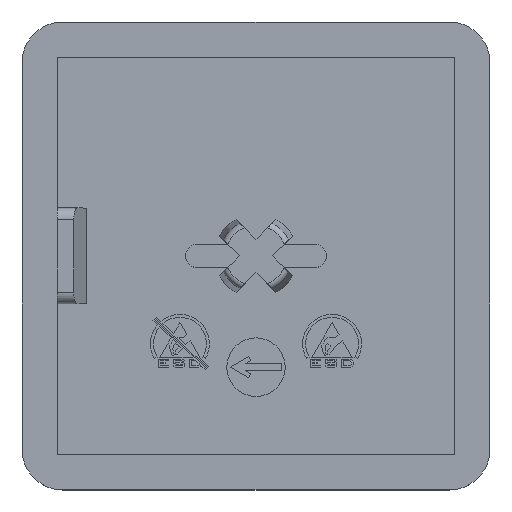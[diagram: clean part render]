
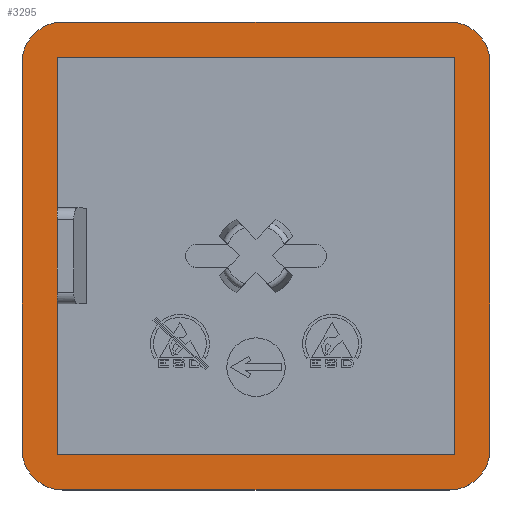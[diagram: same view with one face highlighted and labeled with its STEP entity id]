
A CAD part, top view. The second image highlights one B-rep face of the part: STEP entity #3295.
In plain terms, the highlighted planar face has unit normal (0, 0, 1).
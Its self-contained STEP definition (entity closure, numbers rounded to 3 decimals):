
#49 = CARTESIAN_POINT ( 'NONE',  ( 20., 16.5, 4. ) ) ;
#64 = DIRECTION ( 'NONE',  ( 0., -1., 0. ) ) ;
#379 = CARTESIAN_POINT ( 'NONE',  ( 20., 20., 4. ) ) ;
#434 = LINE ( 'NONE', #6907, #7852 ) ;
#472 = CARTESIAN_POINT ( 'NONE',  ( -17., -17., 4. ) ) ;
#649 = DIRECTION ( 'NONE',  ( 0., 0., 1. ) ) ;
#743 = AXIS2_PLACEMENT_3D ( 'NONE', #5349, #984, #6055 ) ;
#779 = LINE ( 'NONE', #6890, #6534 ) ;
#837 = CARTESIAN_POINT ( 'NONE',  ( 17., 17., 4. ) ) ;
#895 = CARTESIAN_POINT ( 'NONE',  ( 20., -20., 4. ) ) ;
#984 = DIRECTION ( 'NONE',  ( 0., 0., 1. ) ) ;
#1035 = DIRECTION ( 'NONE',  ( 0., 0., 1. ) ) ;
#1043 = LINE ( 'NONE', #7552, #8604 ) ;
#1058 = VERTEX_POINT ( 'NONE', #4968 ) ;
#1075 = ORIENTED_EDGE ( 'NONE', *, *, #4368, .T. ) ;
#1100 = CARTESIAN_POINT ( 'NONE',  ( 16.5, 16.5, 4. ) ) ;
#1101 = VERTEX_POINT ( 'NONE', #8462 ) ;
#1112 = FACE_BOUND ( 'NONE', #2332, .T. ) ;
#1306 = ORIENTED_EDGE ( 'NONE', *, *, #6429, .F. ) ;
#1425 = ORIENTED_EDGE ( 'NONE', *, *, #4213, .F. ) ;
#1461 = CIRCLE ( 'NONE', #8729, 3.5 ) ;
#1564 = EDGE_CURVE ( 'NONE', #2958, #3580, #434, .T. ) ;
#1607 = LINE ( 'NONE', #8521, #8684 ) ;
#1646 = PLANE ( 'NONE',  #2173 ) ;
#1836 = DIRECTION ( 'NONE',  ( 1., 0., 0. ) ) ;
#1934 = VECTOR ( 'NONE', #5581, 1000. ) ;
#2061 = CARTESIAN_POINT ( 'NONE',  ( -17., -17., 4. ) ) ;
#2173 = AXIS2_PLACEMENT_3D ( 'NONE', #895, #7344, #3107 ) ;
#2332 = EDGE_LOOP ( 'NONE', ( #1425, #5516, #2336, #2790, #3033, #1306 ) ) ;
#2336 = ORIENTED_EDGE ( 'NONE', *, *, #5257, .F. ) ;
#2348 = ORIENTED_EDGE ( 'NONE', *, *, #5978, .T. ) ;
#2414 = CIRCLE ( 'NONE', #743, 3.5 ) ;
#2425 = DIRECTION ( 'NONE',  ( 0., -1., 0. ) ) ;
#2457 = VERTEX_POINT ( 'NONE', #49 ) ;
#2635 = VECTOR ( 'NONE', #2425, 1000. ) ;
#2790 = ORIENTED_EDGE ( 'NONE', *, *, #5857, .F. ) ;
#2958 = VERTEX_POINT ( 'NONE', #8299 ) ;
#3033 = ORIENTED_EDGE ( 'NONE', *, *, #7175, .F. ) ;
#3034 = CARTESIAN_POINT ( 'NONE',  ( 17., -17., 4. ) ) ;
#3077 = FACE_OUTER_BOUND ( 'NONE', #5753, .T. ) ;
#3107 = DIRECTION ( 'NONE',  ( 1., 0., 0. ) ) ;
#3146 = EDGE_CURVE ( 'NONE', #7900, #6381, #1607, .T. ) ;
#3254 = CARTESIAN_POINT ( 'NONE',  ( 17., 17., 4. ) ) ;
#3295 = ADVANCED_FACE ( 'NONE', ( #1112, #3077 ), #1646, .T. ) ;
#3360 = DIRECTION ( 'NONE',  ( 1., 0., 0. ) ) ;
#3445 = VERTEX_POINT ( 'NONE', #8175 ) ;
#3580 = VERTEX_POINT ( 'NONE', #5123 ) ;
#3967 = EDGE_CURVE ( 'NONE', #6622, #1101, #779, .T. ) ;
#4023 = CARTESIAN_POINT ( 'NONE',  ( -20., 16.5, 4. ) ) ;
#4213 = EDGE_CURVE ( 'NONE', #6381, #8944, #5981, .T. ) ;
#4293 = EDGE_CURVE ( 'NONE', #1101, #6403, #1461, .T. ) ;
#4362 = AXIS2_PLACEMENT_3D ( 'NONE', #1100, #6173, #1836 ) ;
#4368 = EDGE_CURVE ( 'NONE', #3445, #2457, #8744, .T. ) ;
#4377 = CARTESIAN_POINT ( 'NONE',  ( -17., 17., 4. ) ) ;
#4419 = VECTOR ( 'NONE', #6198, 1000. ) ;
#4820 = VERTEX_POINT ( 'NONE', #3034 ) ;
#4968 = CARTESIAN_POINT ( 'NONE',  ( -20., -16.5, 4. ) ) ;
#5025 = CARTESIAN_POINT ( 'NONE',  ( 16.5, -16.5, 4. ) ) ;
#5082 = ORIENTED_EDGE ( 'NONE', *, *, #3967, .T. ) ;
#5123 = CARTESIAN_POINT ( 'NONE',  ( 16.5, -20., 4. ) ) ;
#5257 = EDGE_CURVE ( 'NONE', #4820, #7900, #5484, .T. ) ;
#5349 = CARTESIAN_POINT ( 'NONE',  ( -16.5, -16.5, 4. ) ) ;
#5380 = EDGE_CURVE ( 'NONE', #6403, #1058, #7858, .T. ) ;
#5391 = EDGE_CURVE ( 'NONE', #1058, #2958, #2414, .T. ) ;
#5411 = CARTESIAN_POINT ( 'NONE',  ( -16.5, 16.5, 4. ) ) ;
#5416 = ORIENTED_EDGE ( 'NONE', *, *, #7011, .T. ) ;
#5424 = CARTESIAN_POINT ( 'NONE',  ( -17., 4.1, 4. ) ) ;
#5484 = LINE ( 'NONE', #837, #7319 ) ;
#5515 = DIRECTION ( 'NONE',  ( -1., 0., 0. ) ) ;
#5516 = ORIENTED_EDGE ( 'NONE', *, *, #3146, .F. ) ;
#5581 = DIRECTION ( 'NONE',  ( 1., 0., 0. ) ) ;
#5582 = LINE ( 'NONE', #8599, #8992 ) ;
#5748 = DIRECTION ( 'NONE',  ( 1., 0., 0. ) ) ;
#5753 = EDGE_LOOP ( 'NONE', ( #5082, #7350, #5962, #6397, #8638, #2348, #1075, #5416 ) ) ;
#5790 = DIRECTION ( 'NONE',  ( -1., 0., 0. ) ) ;
#5857 = EDGE_CURVE ( 'NONE', #5941, #4820, #7611, .T. ) ;
#5941 = VERTEX_POINT ( 'NONE', #2061 ) ;
#5962 = ORIENTED_EDGE ( 'NONE', *, *, #5380, .T. ) ;
#5978 = EDGE_CURVE ( 'NONE', #3580, #3445, #8582, .T. ) ;
#5981 = LINE ( 'NONE', #4377, #7810 ) ;
#6055 = DIRECTION ( 'NONE',  ( 1., 0., 0. ) ) ;
#6104 = DIRECTION ( 'NONE',  ( 1., 0., 0. ) ) ;
#6173 = DIRECTION ( 'NONE',  ( 0., 0., 1. ) ) ;
#6198 = DIRECTION ( 'NONE',  ( 0., 1., 0. ) ) ;
#6235 = CARTESIAN_POINT ( 'NONE',  ( -17., -4.1, 4. ) ) ;
#6381 = VERTEX_POINT ( 'NONE', #6839 ) ;
#6396 = CARTESIAN_POINT ( 'NONE',  ( 16.5, 20., 4. ) ) ;
#6397 = ORIENTED_EDGE ( 'NONE', *, *, #5391, .T. ) ;
#6403 = VERTEX_POINT ( 'NONE', #4023 ) ;
#6429 = EDGE_CURVE ( 'NONE', #8944, #9031, #1043, .T. ) ;
#6534 = VECTOR ( 'NONE', #5515, 1000. ) ;
#6607 = DIRECTION ( 'NONE',  ( 0., 1., 0. ) ) ;
#6622 = VERTEX_POINT ( 'NONE', #6396 ) ;
#6714 = CARTESIAN_POINT ( 'NONE',  ( -20., 20., 4. ) ) ;
#6839 = CARTESIAN_POINT ( 'NONE',  ( -17., 17., 4. ) ) ;
#6890 = CARTESIAN_POINT ( 'NONE',  ( -20., 20., 4. ) ) ;
#6907 = CARTESIAN_POINT ( 'NONE',  ( -20., -20., 4. ) ) ;
#7011 = EDGE_CURVE ( 'NONE', #2457, #6622, #8692, .T. ) ;
#7165 = DIRECTION ( 'NONE',  ( 0., -1., 0. ) ) ;
#7175 = EDGE_CURVE ( 'NONE', #9031, #5941, #5582, .T. ) ;
#7319 = VECTOR ( 'NONE', #6607, 1000. ) ;
#7344 = DIRECTION ( 'NONE',  ( 0., 0., 1. ) ) ;
#7350 = ORIENTED_EDGE ( 'NONE', *, *, #4293, .T. ) ;
#7552 = CARTESIAN_POINT ( 'NONE',  ( -17., 17., 4. ) ) ;
#7611 = LINE ( 'NONE', #472, #1934 ) ;
#7810 = VECTOR ( 'NONE', #7165, 1000. ) ;
#7852 = VECTOR ( 'NONE', #3360, 1000. ) ;
#7858 = LINE ( 'NONE', #6714, #2635 ) ;
#7900 = VERTEX_POINT ( 'NONE', #3254 ) ;
#8175 = CARTESIAN_POINT ( 'NONE',  ( 20., -16.5, 4. ) ) ;
#8192 = AXIS2_PLACEMENT_3D ( 'NONE', #5025, #649, #5748 ) ;
#8231 = DIRECTION ( 'NONE',  ( 0., -1., 0. ) ) ;
#8299 = CARTESIAN_POINT ( 'NONE',  ( -16.5, -20., 4. ) ) ;
#8462 = CARTESIAN_POINT ( 'NONE',  ( -16.5, 20., 4. ) ) ;
#8521 = CARTESIAN_POINT ( 'NONE',  ( -17., 17., 4. ) ) ;
#8582 = CIRCLE ( 'NONE', #8192, 3.5 ) ;
#8599 = CARTESIAN_POINT ( 'NONE',  ( -17., 17., 4. ) ) ;
#8604 = VECTOR ( 'NONE', #8231, 1000. ) ;
#8638 = ORIENTED_EDGE ( 'NONE', *, *, #1564, .T. ) ;
#8684 = VECTOR ( 'NONE', #5790, 1000. ) ;
#8692 = CIRCLE ( 'NONE', #4362, 3.5 ) ;
#8729 = AXIS2_PLACEMENT_3D ( 'NONE', #5411, #1035, #6104 ) ;
#8744 = LINE ( 'NONE', #379, #4419 ) ;
#8944 = VERTEX_POINT ( 'NONE', #5424 ) ;
#8992 = VECTOR ( 'NONE', #64, 1000. ) ;
#9031 = VERTEX_POINT ( 'NONE', #6235 ) ;
